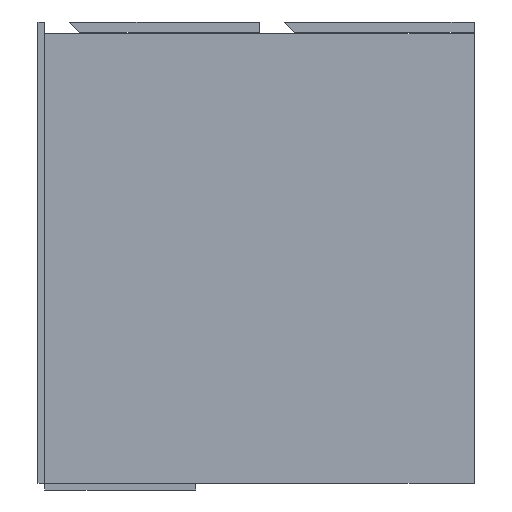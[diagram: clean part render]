
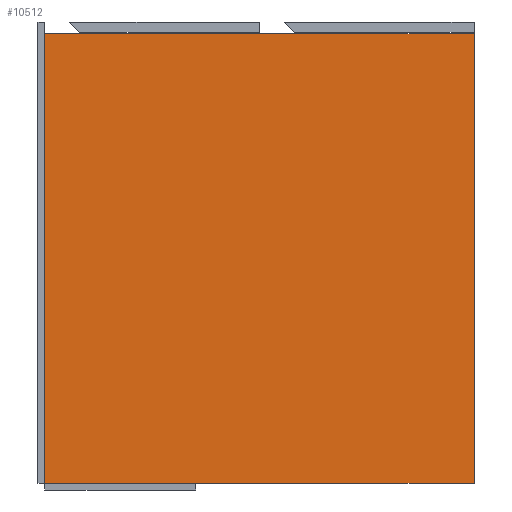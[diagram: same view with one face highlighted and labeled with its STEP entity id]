
A CAD part, left-side view. The second image highlights one B-rep face of the part: STEP entity #10512.
In plain terms, the highlighted planar face has unit normal (-1, 0, 0).
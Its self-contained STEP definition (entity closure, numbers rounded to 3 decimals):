
#348 = CARTESIAN_POINT ( 'NONE',  ( 2., 1048.337, -550. ) ) ;
#700 = CARTESIAN_POINT ( 'NONE',  ( 2., 0., -550. ) ) ;
#792 = EDGE_CURVE ( 'NONE', #2422, #5391, #6707, .T. ) ;
#1297 = ORIENTED_EDGE ( 'NONE', *, *, #6712, .F. ) ;
#1700 = VERTEX_POINT ( 'NONE', #5412 ) ;
#2217 = EDGE_CURVE ( 'NONE', #5391, #1700, #6638, .T. ) ;
#2422 = VERTEX_POINT ( 'NONE', #11043 ) ;
#3316 = CARTESIAN_POINT ( 'NONE',  ( 2., 1048.337, -550. ) ) ;
#4070 = DIRECTION ( 'NONE',  ( 0., 0., 1. ) ) ;
#4481 = DIRECTION ( 'NONE',  ( 1., 0., 0. ) ) ;
#5246 = EDGE_LOOP ( 'NONE', ( #1297, #10160, #5851, #10091 ) ) ;
#5269 = AXIS2_PLACEMENT_3D ( 'NONE', #3316, #4481, #7742 ) ;
#5297 = LINE ( 'NONE', #11787, #11214 ) ;
#5391 = VERTEX_POINT ( 'NONE', #700 ) ;
#5412 = CARTESIAN_POINT ( 'NONE',  ( 2., 0., -14. ) ) ;
#5458 = PLANE ( 'NONE',  #5269 ) ;
#5851 = ORIENTED_EDGE ( 'NONE', *, *, #2217, .T. ) ;
#6638 = LINE ( 'NONE', #13081, #11609 ) ;
#6707 = LINE ( 'NONE', #348, #9823 ) ;
#6712 = EDGE_CURVE ( 'NONE', #2422, #12659, #12389, .T. ) ;
#7306 = DIRECTION ( 'NONE',  ( 0., -1., 0. ) ) ;
#7742 = DIRECTION ( 'NONE',  ( 0., 0., -1. ) ) ;
#8455 = DIRECTION ( 'NONE',  ( 0., -1., 0. ) ) ;
#9313 = EDGE_CURVE ( 'NONE', #12659, #1700, #5297, .T. ) ;
#9823 = VECTOR ( 'NONE', #8455, 1000. ) ;
#10091 = ORIENTED_EDGE ( 'NONE', *, *, #9313, .F. ) ;
#10160 = ORIENTED_EDGE ( 'NONE', *, *, #792, .T. ) ;
#10512 = ADVANCED_FACE ( 'NONE', ( #11901 ), #5458, .F. ) ;
#10846 = DIRECTION ( 'NONE',  ( 0., 0., 1. ) ) ;
#11043 = CARTESIAN_POINT ( 'NONE',  ( 2., 512., -550. ) ) ;
#11214 = VECTOR ( 'NONE', #7306, 1000. ) ;
#11416 = VECTOR ( 'NONE', #4070, 1000. ) ;
#11609 = VECTOR ( 'NONE', #10846, 1000. ) ;
#11787 = CARTESIAN_POINT ( 'NONE',  ( 2., 1048.337, -14. ) ) ;
#11899 = CARTESIAN_POINT ( 'NONE',  ( 2., 512., -14. ) ) ;
#11901 = FACE_OUTER_BOUND ( 'NONE', #5246, .T. ) ;
#12318 = CARTESIAN_POINT ( 'NONE',  ( 2., 512., -550. ) ) ;
#12389 = LINE ( 'NONE', #12318, #11416 ) ;
#12659 = VERTEX_POINT ( 'NONE', #11899 ) ;
#13081 = CARTESIAN_POINT ( 'NONE',  ( 2., 0., -550. ) ) ;
